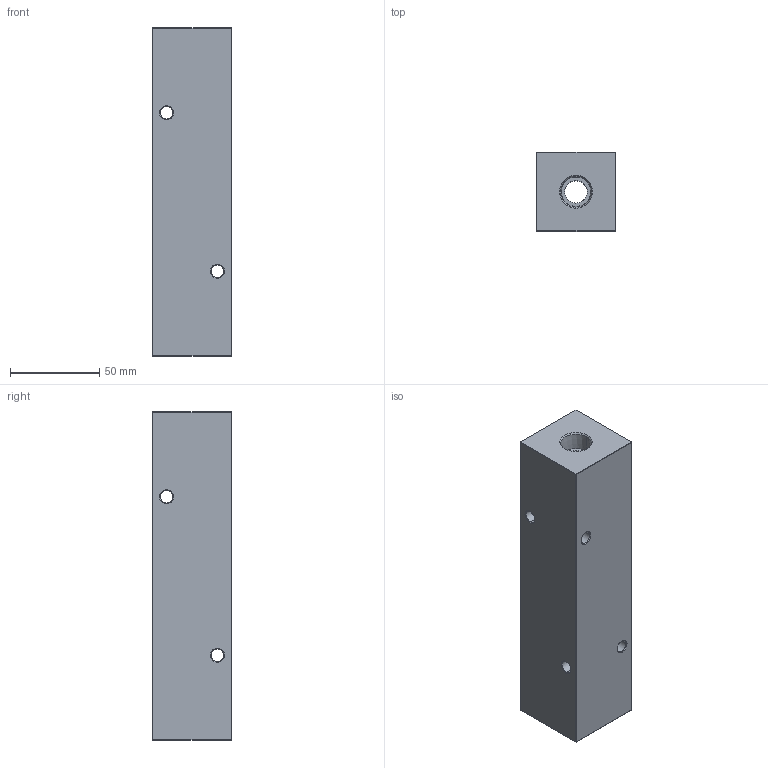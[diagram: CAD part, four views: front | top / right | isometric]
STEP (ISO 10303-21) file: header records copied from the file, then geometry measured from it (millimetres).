
FILE_DESCRIPTION (( 'STEP AP214' ), '1' );
FILE_NAME ('HM-4-0-P-6-4.STEP', '2020-02-28T16:20:17', ( '' ), ( '' ), 'SwSTEP 2.0', 'SolidWorks 2019', '' );
FILE_SCHEMA (( 'AUTOMOTIVE_DESIGN' ));
Length unit declared in the file: inch
Products named in the file (1): HM-4-0-P-6-4
Bounding box: 44.45 x 44.45 x 184.15 mm (x, y, z)
Volume: 323591.6 mm3; surface area: 48955.3 mm2
Topology: 1 solids, 1 shells, 479 faces, 1242 edges, 808 vertices
Faces by surface type: plane 253, bspline 168, cone 32, cylinder 26
Entity records: 28835 total; most frequent: CARTESIAN_POINT 12242, ORIENTED_EDGE 2484, DIRECTION 1582, EDGE_CURVE 1242, VERTEX_POINT 808, LINE 806, VECTOR 806, EDGE_LOOP 544
